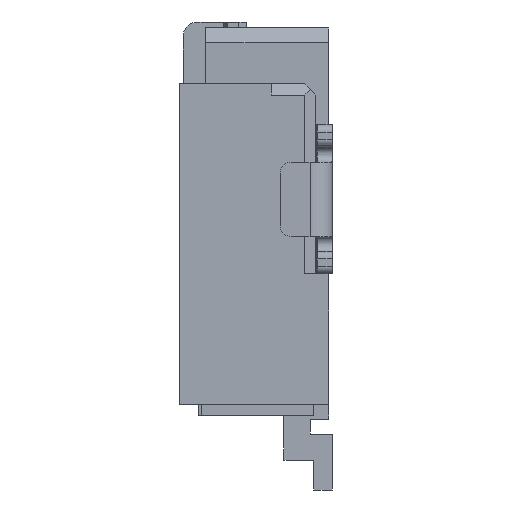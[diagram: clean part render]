
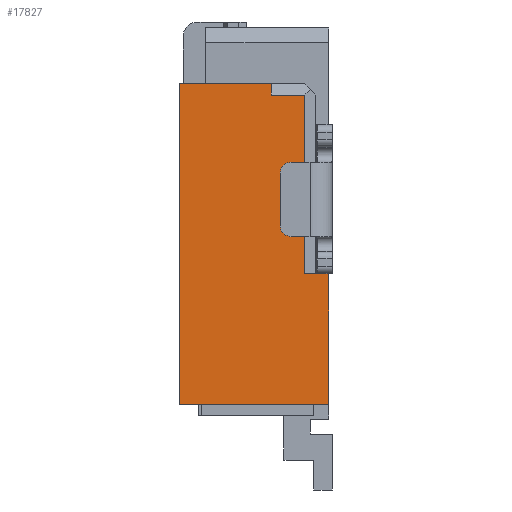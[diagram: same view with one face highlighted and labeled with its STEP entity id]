
A CAD part, left-side view. The second image highlights one B-rep face of the part: STEP entity #17827.
In plain terms, the highlighted planar face has unit normal (-1, 0, 0).
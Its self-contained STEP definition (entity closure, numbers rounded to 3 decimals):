
#4=DIRECTION('',(0.,-1.,0.));
#5=VECTOR('',#4,0.15);
#6=CARTESIAN_POINT('',(-7.15,-0.552,-3.38));
#7=LINE('',#6,#5);
#12=DIRECTION('',(0.,0.,-1.));
#13=VECTOR('',#12,1.75);
#14=CARTESIAN_POINT('',(-7.15,-0.702,-3.38));
#15=LINE('',#14,#13);
#19=DIRECTION('',(0.,1.,0.));
#20=VECTOR('',#19,2.);
#21=CARTESIAN_POINT('',(-7.15,-0.702,-5.13));
#22=LINE('',#21,#20);
#26=DIRECTION('',(0.,0.,1.));
#27=VECTOR('',#26,4.3);
#28=CARTESIAN_POINT('',(-7.15,1.298,-5.13));
#29=LINE('',#28,#27);
#33=DIRECTION('',(0.,-1.,0.));
#34=VECTOR('',#33,1.23);
#35=CARTESIAN_POINT('',(-7.15,1.298,-0.83));
#36=LINE('',#35,#34);
#40=DIRECTION('',(0.,0.,1.));
#41=VECTOR('',#40,0.15);
#42=CARTESIAN_POINT('',(-7.15,0.068,-0.98));
#43=LINE('',#42,#41);
#47=DIRECTION('',(0.,1.,0.));
#48=VECTOR('',#47,0.45);
#49=CARTESIAN_POINT('',(-7.15,-0.382,-0.98));
#50=LINE('',#49,#48);
#54=DIRECTION('',(0.,0.,1.));
#55=VECTOR('',#54,2.4);
#56=CARTESIAN_POINT('',(-7.15,-0.382,-3.38));
#57=LINE('',#56,#55);
#61=DIRECTION('',(0.,-1.,0.));
#62=VECTOR('',#61,0.17);
#63=CARTESIAN_POINT('',(-7.15,-0.382,-3.38));
#64=LINE('',#63,#62);
#15028=CARTESIAN_POINT('',(-7.15,-0.702,-5.13));
#15029=CARTESIAN_POINT('',(-7.15,1.298,-5.13));
#15030=VERTEX_POINT('',#15028);
#15031=VERTEX_POINT('',#15029);
#15032=CARTESIAN_POINT('',(-7.15,1.298,-0.83));
#15033=VERTEX_POINT('',#15032);
#15128=CARTESIAN_POINT('',(-7.15,-0.382,-3.38));
#15129=VERTEX_POINT('',#15128);
#15200=CARTESIAN_POINT('',(-7.15,0.068,-0.98));
#15201=CARTESIAN_POINT('',(-7.15,0.068,-0.83));
#15202=VERTEX_POINT('',#15200);
#15203=VERTEX_POINT('',#15201);
#15204=CARTESIAN_POINT('',(-7.15,-0.382,-0.98));
#15205=VERTEX_POINT('',#15204);
#15274=CARTESIAN_POINT('',(-7.15,-0.552,-3.38));
#15275=CARTESIAN_POINT('',(-7.15,-0.702,-3.38));
#15276=VERTEX_POINT('',#15274);
#15277=VERTEX_POINT('',#15275);
#17802=CARTESIAN_POINT('',(-7.15,0.,0.));
#17803=DIRECTION('',(1.,0.,0.));
#17804=DIRECTION('',(0.,0.,-1.));
#17805=AXIS2_PLACEMENT_3D('',#17802,#17803,#17804);
#17806=PLANE('',#17805);
#17808=ORIENTED_EDGE('',*,*,#17807,.T.);
#17810=ORIENTED_EDGE('',*,*,#17809,.T.);
#17812=ORIENTED_EDGE('',*,*,#17811,.T.);
#17814=ORIENTED_EDGE('',*,*,#17813,.T.);
#17816=ORIENTED_EDGE('',*,*,#17815,.T.);
#17818=ORIENTED_EDGE('',*,*,#17817,.F.);
#17820=ORIENTED_EDGE('',*,*,#17819,.F.);
#17822=ORIENTED_EDGE('',*,*,#17821,.F.);
#17824=ORIENTED_EDGE('',*,*,#17823,.T.);
#17825=EDGE_LOOP('',(#17808,#17810,#17812,#17814,#17816,#17818,#17820,#17822,
#17824));
#17826=FACE_OUTER_BOUND('',#17825,.F.);
#17807=EDGE_CURVE('',#15276,#15277,#7,.T.);
#17809=EDGE_CURVE('',#15277,#15030,#15,.T.);
#17811=EDGE_CURVE('',#15030,#15031,#22,.T.);
#17813=EDGE_CURVE('',#15031,#15033,#29,.T.);
#17815=EDGE_CURVE('',#15033,#15203,#36,.T.);
#17817=EDGE_CURVE('',#15202,#15203,#43,.T.);
#17819=EDGE_CURVE('',#15205,#15202,#50,.T.);
#17821=EDGE_CURVE('',#15129,#15205,#57,.T.);
#17823=EDGE_CURVE('',#15129,#15276,#64,.T.);
#17827=ADVANCED_FACE('',(#17826),#17806,.F.);
